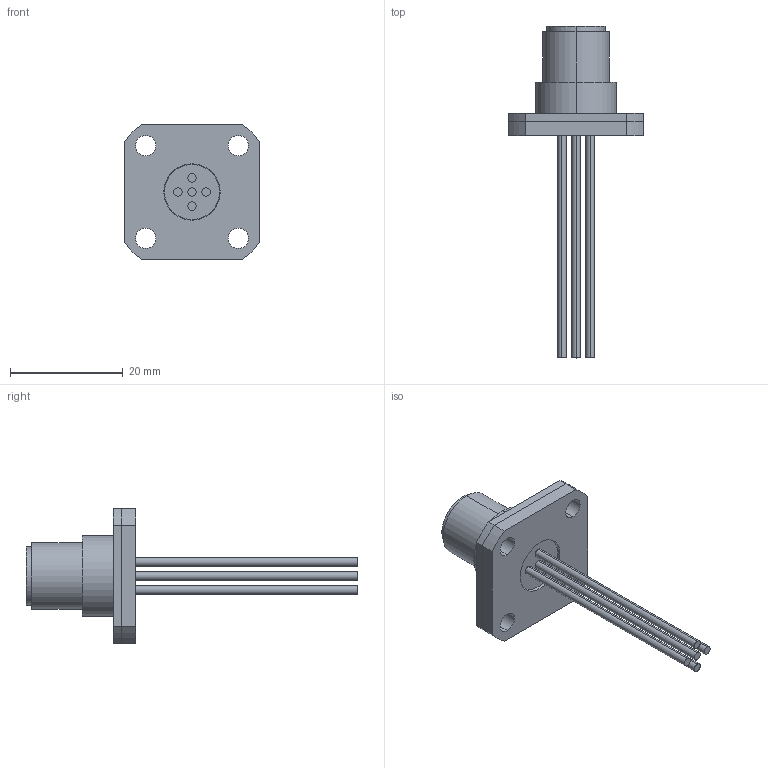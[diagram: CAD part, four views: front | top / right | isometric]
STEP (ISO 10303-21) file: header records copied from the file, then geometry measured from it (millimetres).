
FILE_DESCRIPTION (( 'STEP AP203' ), '1' );
FILE_NAME ('P193.STEP', '2020-03-31T06:30:16', ( 'edpusr' ), ( 'Microsoft' ), 'SwSTEP 2.0', 'SolidWorks 2015', '' );
FILE_SCHEMA (( 'CONFIG_CONTROL_DESIGN' ));
Length unit declared in the file: millimetre
Products named in the file (1): P193
Bounding box: 24 x 59 x 24 mm (x, y, z)
Volume: 4114.5 mm3; surface area: 4633.8 mm2
Topology: 2 solids, 2 shells, 90 faces, 223 edges, 138 vertices
Faces by surface type: cylinder 55, plane 26, bspline 7, cone 2
Entity records: 2803 total; most frequent: CARTESIAN_POINT 543, DIRECTION 495, ORIENTED_EDGE 418, EDGE_CURVE 209, AXIS2_PLACEMENT_3D 202, VERTEX_POINT 138, EDGE_LOOP 121, CIRCLE 118
